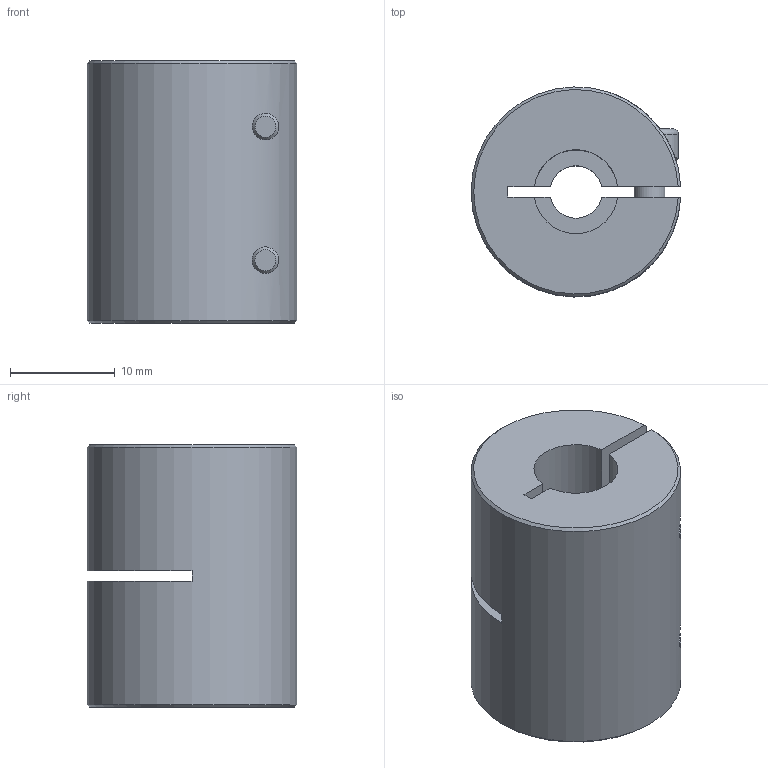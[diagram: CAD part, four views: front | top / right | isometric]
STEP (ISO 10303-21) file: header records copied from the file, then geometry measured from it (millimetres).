
FILE_DESCRIPTION(/* description */ (''),/* implementation_level */ '2;1');
FILE_NAME(/* name */ 'HW2990GC-Coupler - Rigid Type - Black 25x20mm - 5mm to 8mm.step',/* time_stamp */ '2022-09-19T15:14:54+01:00',/* author */ (''),/* organization */ (''),/* preprocessor_version */ 'ST-DEVELOPER v19',/* originating_system */ 'Autodesk Translation Framework v11.7.0.108',/* authorisation */ '');
FILE_SCHEMA (('AUTOMOTIVE_DESIGN { 1 0 10303 214 3 1 1 }'));
Length unit declared in the file: millimetre
Products named in the file (3): HW2990GC; _SHCS M3x8 Top; _SHCS M3x8 Bottom
Assembly tree (2 placements, depth 2):
  HW2990GC
    _SHCS M3x8 Top
    _SHCS M3x8 Bottom
Bounding box: 19.99 x 19.99 x 25 mm (x, y, z)
Volume: 6495.1 mm3; surface area: 3836.9 mm2
Topology: 3 solids, 3 shells, 84 faces, 192 edges, 118 vertices
Faces by surface type: plane 57, cylinder 15, cone 8, torus 4
Full cylindrical faces by diameter (mm): 2.529 x2, 2.927 x2, 3.4 x2, 5.5 x2
Entity records: 2567 total; most frequent: CARTESIAN_POINT 541, DIRECTION 416, ORIENTED_EDGE 380, EDGE_CURVE 190, AXIS2_PLACEMENT_3D 146, LINE 124, VECTOR 124, VERTEX_POINT 118
